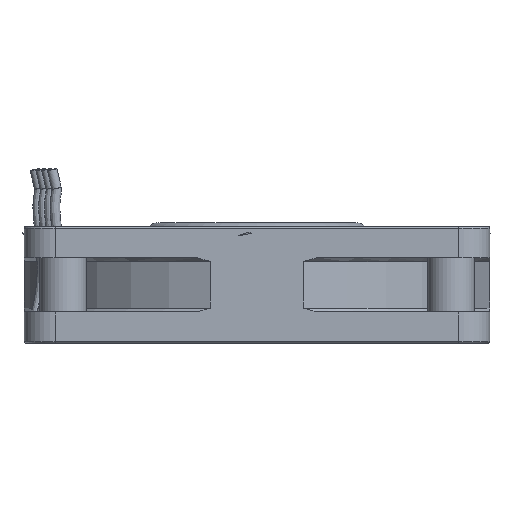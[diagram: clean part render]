
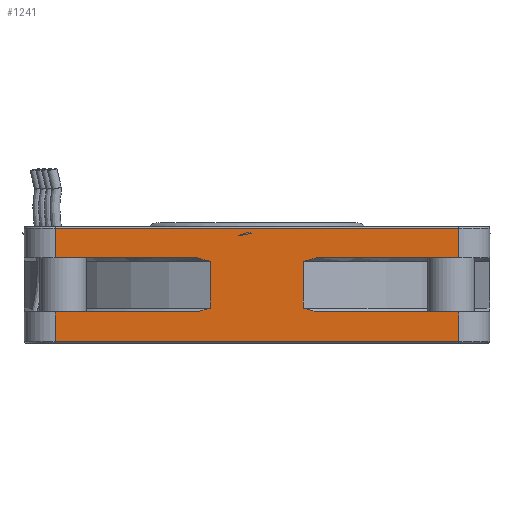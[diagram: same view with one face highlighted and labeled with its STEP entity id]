
A CAD part, front view. The second image highlights one B-rep face of the part: STEP entity #1241.
In plain terms, the highlighted planar face has unit normal (0, -1, 0).
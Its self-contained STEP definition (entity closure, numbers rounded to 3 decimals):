
#445=CARTESIAN_POINT('',(26.,-30.,0.2));
#446=VERTEX_POINT('',#445);
#479=CARTESIAN_POINT('',(-26.0,-30.0,0.2));
#480=VERTEX_POINT('',#479);
#497=CARTESIAN_POINT('',(26.,-30.,0.2));
#498=DIRECTION('',(-1.0,0.0,0.0));
#499=VECTOR('',#498,52.);
#500=LINE('',#497,#499);
#501=EDGE_CURVE('',#446,#480,#500,.T.);
#1041=CARTESIAN_POINT('',(-26.,-30.,4.));
#1042=VERTEX_POINT('',#1041);
#1043=CARTESIAN_POINT('',(-26.0,-30.0,0.2));
#1044=DIRECTION('',(0.0,0.0,1.0));
#1045=VECTOR('',#1044,3.8);
#1046=LINE('',#1043,#1045);
#1047=EDGE_CURVE('',#480,#1042,#1046,.T.);
#1060=CARTESIAN_POINT('',(26.,-30.,0.0));
#1061=DIRECTION('',(0.0,-1.0,0.0));
#1062=DIRECTION('',(0.0,0.0,-1.0));
#1063=AXIS2_PLACEMENT_3D('',#1060,#1061,#1062);
#1064=PLANE('',#1063);
#1065=ORIENTED_EDGE('',*,*,#501,.F.);
#1066=CARTESIAN_POINT('',(26.,-30.0,4.));
#1067=VERTEX_POINT('',#1066);
#1068=CARTESIAN_POINT('',(26.,-30.,0.2));
#1069=DIRECTION('',(0.0,0.0,1.0));
#1070=VECTOR('',#1069,3.8);
#1071=LINE('',#1068,#1070);
#1072=EDGE_CURVE('',#446,#1067,#1071,.T.);
#1073=ORIENTED_EDGE('',*,*,#1072,.T.);
#1074=CARTESIAN_POINT('',(7.763,-30.,4.));
#1075=VERTEX_POINT('',#1074);
#1076=CARTESIAN_POINT('',(26.,-30.,4.));
#1077=DIRECTION('',(-1.0,0.0,0.0));
#1078=VECTOR('',#1077,18.237);
#1079=LINE('',#1076,#1078);
#1080=EDGE_CURVE('',#1067,#1075,#1079,.T.);
#1081=ORIENTED_EDGE('',*,*,#1080,.T.);
#1082=CARTESIAN_POINT('',(6.,-30.,4.5));
#1083=VERTEX_POINT('',#1082);
#1084=CARTESIAN_POINT('',(6.,-30.,4.5));
#1085=CARTESIAN_POINT('',(6.875,-30.,4.273));
#1086=CARTESIAN_POINT('',(7.763,-30.,4.));
#1094=(BOUNDED_CURVE()B_SPLINE_CURVE(2,(#1084,#1085,#1086),.UNSPECIFIED.,.F.,.U.)B_SPLINE_CURVE_WITH_KNOTS((3,3),(0.0,0.183),.UNSPECIFIED.)CURVE()GEOMETRIC_REPRESENTATION_ITEM()RATIONAL_B_SPLINE_CURVE((1.0,1.,1.0))REPRESENTATION_ITEM(''));
#1095=EDGE_CURVE('',#1083,#1075,#1094,.T.);
#1096=ORIENTED_EDGE('',*,*,#1095,.F.);
#1097=CARTESIAN_POINT('',(6.,-30.,10.5));
#1098=VERTEX_POINT('',#1097);
#1099=CARTESIAN_POINT('',(6.,-30.,4.5));
#1100=DIRECTION('',(0.0,0.0,1.0));
#1101=VECTOR('',#1100,6.);
#1102=LINE('',#1099,#1101);
#1103=EDGE_CURVE('',#1083,#1098,#1102,.T.);
#1104=ORIENTED_EDGE('',*,*,#1103,.T.);
#1105=CARTESIAN_POINT('',(7.763,-30.,11.));
#1106=VERTEX_POINT('',#1105);
#1107=CARTESIAN_POINT('',(7.763,-30.,11.0));
#1108=CARTESIAN_POINT('',(6.875,-30.,10.727));
#1109=CARTESIAN_POINT('',(6.,-30.,10.5));
#1117=(BOUNDED_CURVE()B_SPLINE_CURVE(2,(#1107,#1108,#1109),.UNSPECIFIED.,.F.,.U.)B_SPLINE_CURVE_WITH_KNOTS((3,3),(0.0,0.183),.UNSPECIFIED.)CURVE()GEOMETRIC_REPRESENTATION_ITEM()RATIONAL_B_SPLINE_CURVE((1.0,1.,1.0))REPRESENTATION_ITEM(''));
#1118=EDGE_CURVE('',#1106,#1098,#1117,.T.);
#1119=ORIENTED_EDGE('',*,*,#1118,.F.);
#1120=CARTESIAN_POINT('',(26.,-30.0,11.0));
#1121=VERTEX_POINT('',#1120);
#1122=CARTESIAN_POINT('',(7.763,-30.,11.));
#1123=DIRECTION('',(1.0,0.0,0.0));
#1124=VECTOR('',#1123,18.237);
#1125=LINE('',#1122,#1124);
#1126=EDGE_CURVE('',#1106,#1121,#1125,.T.);
#1127=ORIENTED_EDGE('',*,*,#1126,.T.);
#1128=CARTESIAN_POINT('',(26.,-30.,14.8));
#1129=VERTEX_POINT('',#1128);
#1130=CARTESIAN_POINT('',(26.,-30.,11.0));
#1131=DIRECTION('',(0.0,0.0,1.0));
#1132=VECTOR('',#1131,3.8);
#1133=LINE('',#1130,#1132);
#1134=EDGE_CURVE('',#1121,#1129,#1133,.T.);
#1135=ORIENTED_EDGE('',*,*,#1134,.T.);
#1136=CARTESIAN_POINT('',(-26.0,-30.0,14.8));
#1137=VERTEX_POINT('',#1136);
#1138=CARTESIAN_POINT('',(-26.,-30.0,14.8));
#1139=DIRECTION('',(1.0,0.0,0.0));
#1140=VECTOR('',#1139,52.);
#1141=LINE('',#1138,#1140);
#1142=EDGE_CURVE('',#1137,#1129,#1141,.T.);
#1143=ORIENTED_EDGE('',*,*,#1142,.F.);
#1144=CARTESIAN_POINT('',(-26.,-30.,11.0));
#1145=VERTEX_POINT('',#1144);
#1146=CARTESIAN_POINT('',(-26.0,-30.0,11.0));
#1147=DIRECTION('',(0.0,0.0,1.0));
#1148=VECTOR('',#1147,3.8);
#1149=LINE('',#1146,#1148);
#1150=EDGE_CURVE('',#1145,#1137,#1149,.T.);
#1151=ORIENTED_EDGE('',*,*,#1150,.F.);
#1152=CARTESIAN_POINT('',(-7.763,-30.,11.));
#1153=VERTEX_POINT('',#1152);
#1154=CARTESIAN_POINT('',(-26.,-30.0,11.));
#1155=DIRECTION('',(1.0,0.0,0.0));
#1156=VECTOR('',#1155,18.237);
#1157=LINE('',#1154,#1156);
#1158=EDGE_CURVE('',#1145,#1153,#1157,.T.);
#1159=ORIENTED_EDGE('',*,*,#1158,.T.);
#1160=CARTESIAN_POINT('',(-6.,-30.,10.5));
#1161=VERTEX_POINT('',#1160);
#1162=CARTESIAN_POINT('',(-6.,-30.,10.5));
#1163=CARTESIAN_POINT('',(-6.875,-30.,10.727));
#1164=CARTESIAN_POINT('',(-7.763,-30.,11.));
#1172=(BOUNDED_CURVE()B_SPLINE_CURVE(2,(#1162,#1163,#1164),.UNSPECIFIED.,.F.,.U.)B_SPLINE_CURVE_WITH_KNOTS((3,3),(0.0,0.183),.UNSPECIFIED.)CURVE()GEOMETRIC_REPRESENTATION_ITEM()RATIONAL_B_SPLINE_CURVE((1.0,1.,1.0))REPRESENTATION_ITEM(''));
#1173=EDGE_CURVE('',#1161,#1153,#1172,.T.);
#1174=ORIENTED_EDGE('',*,*,#1173,.F.);
#1175=CARTESIAN_POINT('',(-6.,-30.,4.5));
#1176=VERTEX_POINT('',#1175);
#1177=CARTESIAN_POINT('',(-6.,-30.,10.5));
#1178=DIRECTION('',(0.0,0.0,-1.0));
#1179=VECTOR('',#1178,6.);
#1180=LINE('',#1177,#1179);
#1181=EDGE_CURVE('',#1161,#1176,#1180,.T.);
#1182=ORIENTED_EDGE('',*,*,#1181,.T.);
#1183=CARTESIAN_POINT('',(-7.763,-30.,4.));
#1184=VERTEX_POINT('',#1183);
#1185=CARTESIAN_POINT('',(-7.763,-30.,4.));
#1186=CARTESIAN_POINT('',(-6.875,-30.,4.273));
#1187=CARTESIAN_POINT('',(-6.,-30.,4.5));
#1195=(BOUNDED_CURVE()B_SPLINE_CURVE(2,(#1185,#1186,#1187),.UNSPECIFIED.,.F.,.U.)B_SPLINE_CURVE_WITH_KNOTS((3,3),(0.0,0.183),.UNSPECIFIED.)CURVE()GEOMETRIC_REPRESENTATION_ITEM()RATIONAL_B_SPLINE_CURVE((1.0,1.,1.0))REPRESENTATION_ITEM(''));
#1196=EDGE_CURVE('',#1184,#1176,#1195,.T.);
#1197=ORIENTED_EDGE('',*,*,#1196,.F.);
#1198=CARTESIAN_POINT('',(-7.763,-30.,4.));
#1199=DIRECTION('',(-1.0,0.0,0.0));
#1200=VECTOR('',#1199,18.237);
#1201=LINE('',#1198,#1200);
#1202=EDGE_CURVE('',#1184,#1042,#1201,.T.);
#1203=ORIENTED_EDGE('',*,*,#1202,.T.);
#1204=ORIENTED_EDGE('',*,*,#1047,.F.);
#1205=EDGE_LOOP('',(#1065,#1073,#1081,#1096,#1104,#1119,#1127,#1135,#1143,#1151,#1159,#1174,#1182,#1197,#1203,#1204));
#1206=FACE_OUTER_BOUND('',#1205,.T.);
#1207=CARTESIAN_POINT('',(-2.281,-30.,13.837));
#1208=VERTEX_POINT('',#1207);
#1209=CARTESIAN_POINT('',(-2.366,-30.,13.819));
#1210=VERTEX_POINT('',#1209);
#1211=CARTESIAN_POINT('',(-2.281,-30.,13.837));
#1212=CARTESIAN_POINT('',(-2.309,-30.,13.831));
#1213=CARTESIAN_POINT('',(-2.338,-30.,13.825));
#1214=CARTESIAN_POINT('',(-2.366,-30.,13.819));
#1215=B_SPLINE_CURVE_WITH_KNOTS('',3,(#1211,#1212,#1213,#1214),.UNSPECIFIED.,.F.,.U.,(4,4),(0.166,0.174),.UNSPECIFIED.);
#1216=EDGE_CURVE('',#1208,#1210,#1215,.T.);
#1217=ORIENTED_EDGE('',*,*,#1216,.T.);
#1218=CARTESIAN_POINT('',(-2.366,-30.,13.843));
#1219=VERTEX_POINT('',#1218);
#1220=CARTESIAN_POINT('',(-2.366,-30.,13.819));
#1221=DIRECTION('',(0.0,0.0,1.0));
#1222=VECTOR('',#1221,0.024);
#1223=LINE('',#1220,#1222);
#1224=EDGE_CURVE('',#1210,#1219,#1223,.T.);
#1225=ORIENTED_EDGE('',*,*,#1224,.T.);
#1226=CARTESIAN_POINT('',(-2.281,-30.,13.837));
#1227=CARTESIAN_POINT('',(-2.323,-30.,13.84));
#1228=CARTESIAN_POINT('',(-2.366,-30.,13.843));
#1236=(BOUNDED_CURVE()B_SPLINE_CURVE(2,(#1226,#1227,#1228),.UNSPECIFIED.,.F.,.U.)B_SPLINE_CURVE_WITH_KNOTS((3,3),(1.119,1.127),.UNSPECIFIED.)CURVE()GEOMETRIC_REPRESENTATION_ITEM()RATIONAL_B_SPLINE_CURVE((1.019,1.019,1.019))REPRESENTATION_ITEM(''));
#1237=EDGE_CURVE('',#1208,#1219,#1236,.T.);
#1238=ORIENTED_EDGE('',*,*,#1237,.F.);
#1239=EDGE_LOOP('',(#1217,#1225,#1238));
#1240=FACE_BOUND('',#1239,.T.);
#1241=ADVANCED_FACE('',(#1206,#1240),#1064,.T.);
